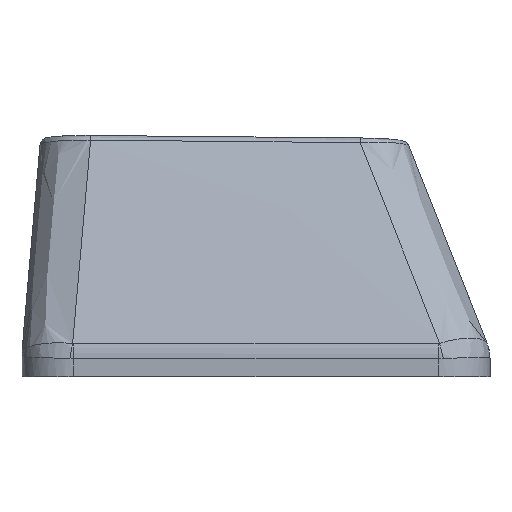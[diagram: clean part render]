
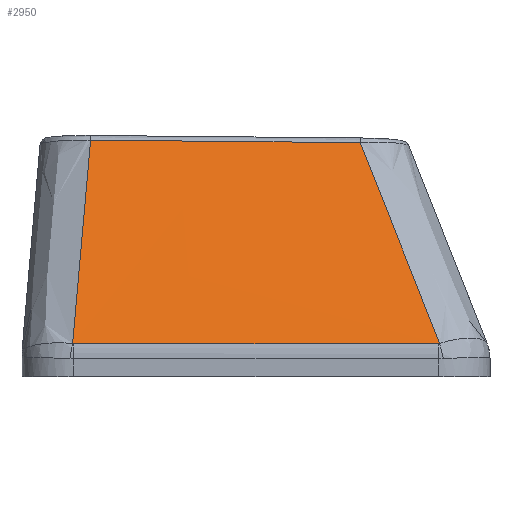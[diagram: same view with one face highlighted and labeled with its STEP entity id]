
A CAD part, left-side view. The second image highlights one B-rep face of the part: STEP entity #2950.
In plain terms, the highlighted free-form (B-spline) face has degree [3, 3] with [4, 4] control points.
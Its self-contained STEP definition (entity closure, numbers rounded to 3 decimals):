
#128=B_SPLINE_SURFACE_WITH_KNOTS('',3,3,((#5920,#5921,#5922,#5923),(#5924,
#5925,#5926,#5927),(#5928,#5929,#5930,#5931),(#5932,#5933,#5934,#5935)),
 .UNSPECIFIED.,.F.,.F.,.F.,(4,4),(4,4),(0.102,0.892),
(0.024,0.966),.UNSPECIFIED.);
#205=FACE_OUTER_BOUND('',#331,.T.);
#331=EDGE_LOOP('',(#2239,#2240,#2241,#2242,#2243,#2244));
#886=B_SPLINE_CURVE_WITH_KNOTS('',3,(#5784,#5785,#5786,#5787),
 .UNSPECIFIED.,.F.,.F.,(4,4),(0.,0.004),.UNSPECIFIED.);
#888=B_SPLINE_CURVE_WITH_KNOTS('',3,(#5811,#5812,#5813,#5814),
 .UNSPECIFIED.,.F.,.F.,(4,4),(0.,1.416),.UNSPECIFIED.);
#890=B_SPLINE_CURVE_WITH_KNOTS('',3,(#5838,#5839,#5840,#5841),
 .UNSPECIFIED.,.F.,.F.,(4,4),(0.,0.005),.UNSPECIFIED.);
#893=B_SPLINE_CURVE_WITH_KNOTS('',3,(#5937,#5938,#5939,#5940),
 .UNSPECIFIED.,.F.,.F.,(4,4),(0.023,0.925),
 .UNSPECIFIED.);
#894=B_SPLINE_CURVE_WITH_KNOTS('',3,(#5942,#5943,#5944,#5945),
 .UNSPECIFIED.,.F.,.F.,(4,4),(-1.046,0.),
 .UNSPECIFIED.);
#895=B_SPLINE_CURVE_WITH_KNOTS('',3,(#5946,#5947,#5948,#5949),
 .UNSPECIFIED.,.F.,.F.,(4,4),(-0.881,-0.021),
 .UNSPECIFIED.);
#1255=VERTEX_POINT('',#5752);
#1257=VERTEX_POINT('',#5782);
#1259=VERTEX_POINT('',#5809);
#1261=VERTEX_POINT('',#5836);
#1268=VERTEX_POINT('',#5936);
#1269=VERTEX_POINT('',#5941);
#1661=EDGE_CURVE('',#1257,#1255,#886,.T.);
#1664=EDGE_CURVE('',#1259,#1257,#888,.T.);
#1667=EDGE_CURVE('',#1261,#1259,#890,.T.);
#1679=EDGE_CURVE('',#1268,#1261,#893,.T.);
#1680=EDGE_CURVE('',#1269,#1268,#894,.T.);
#1681=EDGE_CURVE('',#1255,#1269,#895,.T.);
#2239=ORIENTED_EDGE('',*,*,#1661,.F.);
#2240=ORIENTED_EDGE('',*,*,#1664,.F.);
#2241=ORIENTED_EDGE('',*,*,#1667,.F.);
#2242=ORIENTED_EDGE('',*,*,#1679,.F.);
#2243=ORIENTED_EDGE('',*,*,#1680,.F.);
#2244=ORIENTED_EDGE('',*,*,#1681,.F.);
#2950=ADVANCED_FACE('',(#205),#128,.T.);
#5752=CARTESIAN_POINT('',(-18.485,7.116,0.284));
#5782=CARTESIAN_POINT('',(-18.486,7.08,0.281));
#5784=CARTESIAN_POINT('Ctrl Pts',(-18.486,7.08,0.281));
#5785=CARTESIAN_POINT('Ctrl Pts',(-18.486,7.092,0.281));
#5786=CARTESIAN_POINT('Ctrl Pts',(-18.486,7.104,0.282));
#5787=CARTESIAN_POINT('Ctrl Pts',(-18.485,7.116,0.284));
#5809=CARTESIAN_POINT('',(-18.484,-7.081,0.284));
#5811=CARTESIAN_POINT('Ctrl Pts',(-18.484,-7.081,0.284));
#5812=CARTESIAN_POINT('Ctrl Pts',(-18.484,-2.36,0.283));
#5813=CARTESIAN_POINT('Ctrl Pts',(-18.485,2.36,0.282));
#5814=CARTESIAN_POINT('Ctrl Pts',(-18.486,7.08,0.281));
#5836=CARTESIAN_POINT('',(-18.481,-7.128,0.289));
#5838=CARTESIAN_POINT('Ctrl Pts',(-18.481,-7.128,0.289));
#5839=CARTESIAN_POINT('Ctrl Pts',(-18.483,-7.112,0.286));
#5840=CARTESIAN_POINT('Ctrl Pts',(-18.484,-7.097,0.284));
#5841=CARTESIAN_POINT('Ctrl Pts',(-18.484,-7.081,0.284));
#5920=CARTESIAN_POINT('Ctrl Pts',(-15.133,-4.427,8.076));
#5921=CARTESIAN_POINT('Ctrl Pts',(-16.251,-5.329,5.476));
#5922=CARTESIAN_POINT('Ctrl Pts',(-17.369,-6.23,2.877));
#5923=CARTESIAN_POINT('Ctrl Pts',(-18.486,-7.132,0.278));
#5924=CARTESIAN_POINT('Ctrl Pts',(-15.133,-0.674,
8.109));
#5925=CARTESIAN_POINT('Ctrl Pts',(-16.251,-1.244,5.499));
#5926=CARTESIAN_POINT('Ctrl Pts',(-17.369,-1.813,2.889));
#5927=CARTESIAN_POINT('Ctrl Pts',(-18.486,-2.382,0.279));
#5928=CARTESIAN_POINT('Ctrl Pts',(-15.133,3.079,8.143));
#5929=CARTESIAN_POINT('Ctrl Pts',(-16.251,2.841,5.522));
#5930=CARTESIAN_POINT('Ctrl Pts',(-17.369,2.604,2.901));
#5931=CARTESIAN_POINT('Ctrl Pts',(-18.486,2.367,0.28));
#5932=CARTESIAN_POINT('Ctrl Pts',(-15.133,6.831,8.177));
#5933=CARTESIAN_POINT('Ctrl Pts',(-16.251,6.926,5.545));
#5934=CARTESIAN_POINT('Ctrl Pts',(-17.369,7.021,2.913));
#5935=CARTESIAN_POINT('Ctrl Pts',(-18.486,7.116,0.281));
#5936=CARTESIAN_POINT('',(-15.134,-4.044,8.078));
#5937=CARTESIAN_POINT('Ctrl Pts',(-15.134,-4.044,8.078));
#5938=CARTESIAN_POINT('Ctrl Pts',(-16.249,-5.071,5.481));
#5939=CARTESIAN_POINT('Ctrl Pts',(-17.365,-6.099,2.885));
#5940=CARTESIAN_POINT('Ctrl Pts',(-18.481,-7.128,0.289));
#5941=CARTESIAN_POINT('',(-15.133,6.419,8.173));
#5942=CARTESIAN_POINT('Ctrl Pts',(-15.133,6.419,8.173));
#5943=CARTESIAN_POINT('Ctrl Pts',(-15.133,2.932,8.141));
#5944=CARTESIAN_POINT('Ctrl Pts',(-15.134,-0.556,8.109));
#5945=CARTESIAN_POINT('Ctrl Pts',(-15.134,-4.044,8.078));
#5946=CARTESIAN_POINT('Ctrl Pts',(-18.485,7.116,0.284));
#5947=CARTESIAN_POINT('Ctrl Pts',(-17.368,6.884,2.914));
#5948=CARTESIAN_POINT('Ctrl Pts',(-16.251,6.652,5.543));
#5949=CARTESIAN_POINT('Ctrl Pts',(-15.133,6.419,8.173));
